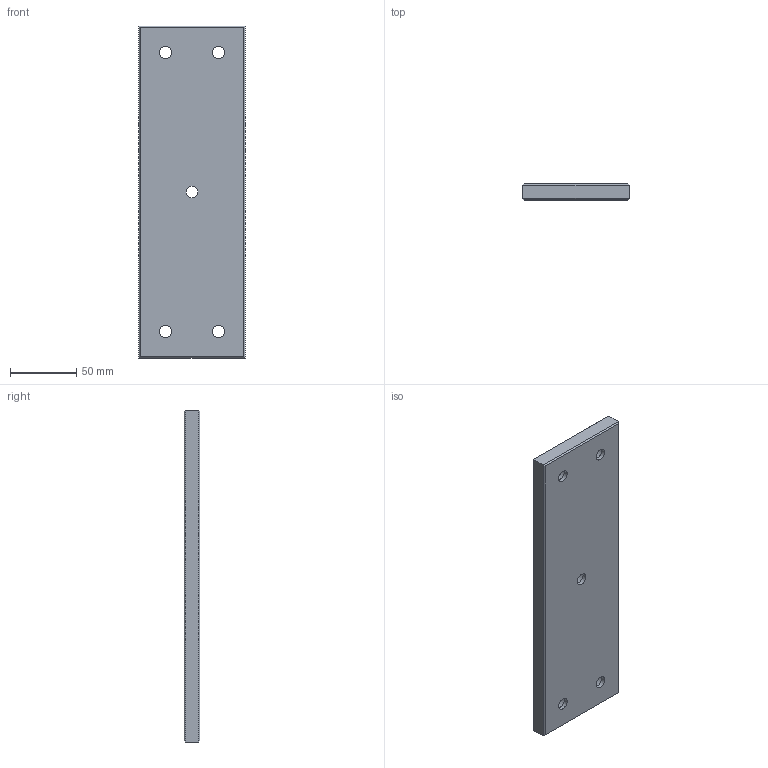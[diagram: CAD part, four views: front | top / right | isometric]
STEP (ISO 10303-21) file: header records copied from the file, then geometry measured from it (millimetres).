
FILE_DESCRIPTION( ( 'STEP AP203' ), ' ' );
FILE_NAME( '2962.78.080.12.0250.stp', '2016-03-11T13:09:53', ( '' ), ( '' ), ' ', 'PARTsolutions', ' ' );
FILE_SCHEMA( ( 'CONFIG_CONTROL_DESIGN' ) );
Length unit declared in the file: millimetre
Products named in the file (1): _2962.78.080.12.0250
Bounding box: 80 x 12 x 250 mm (x, y, z)
Volume: 230221.9 mm3; surface area: 48858.6 mm2
Topology: 1 solids, 1 shells, 34 faces, 68 edges, 41 vertices
Faces by surface type: plane 19, cylinder 10, torus 5
Full cylindrical faces by diameter (mm): 9 x5, 15 x5
Entity records: 862 total; most frequent: DIRECTION 148, CARTESIAN_POINT 129, ORIENTED_EDGE 106, EDGE_LOOP 64, AXIS2_PLACEMENT_3D 60, EDGE_CURVE 53, FACE_OUTER_BOUND 49, VERTEX_POINT 41
